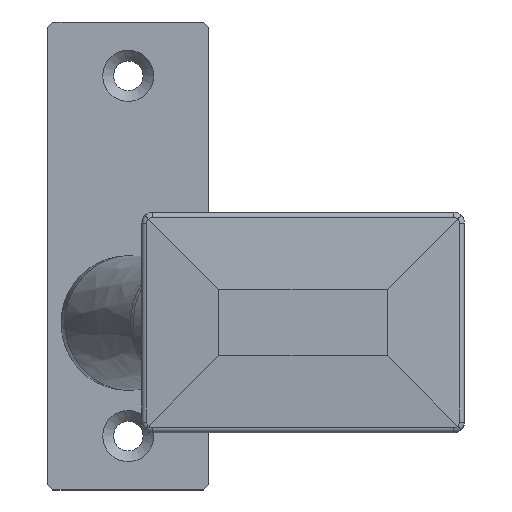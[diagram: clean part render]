
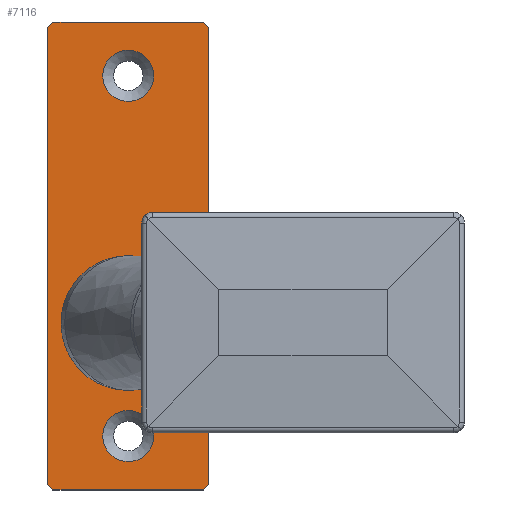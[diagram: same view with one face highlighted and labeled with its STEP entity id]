
A CAD part, top view. The second image highlights one B-rep face of the part: STEP entity #7116.
In plain terms, the highlighted planar face has unit normal (0, 0, 1).
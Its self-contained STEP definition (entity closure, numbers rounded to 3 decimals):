
#195 = DIRECTION ( 'NONE',  ( 1., 0., 0. ) ) ;
#387 = VERTEX_POINT ( 'NONE', #6742 ) ;
#499 = ORIENTED_EDGE ( 'NONE', *, *, #7736, .T. ) ;
#553 = CARTESIAN_POINT ( 'NONE',  ( -28.75, -28.75, 5. ) ) ;
#721 = VECTOR ( 'NONE', #5778, 1000. ) ;
#781 = DIRECTION ( 'NONE',  ( -0.707, 0.707, 0. ) ) ;
#790 = PLANE ( 'NONE',  #9398 ) ;
#878 = ORIENTED_EDGE ( 'NONE', *, *, #9354, .T. ) ;
#1323 = ORIENTED_EDGE ( 'NONE', *, *, #15191, .T. ) ;
#1366 = EDGE_CURVE ( 'NONE', #11693, #2199, #6994, .T. ) ;
#1506 = EDGE_LOOP ( 'NONE', ( #2958, #8742, #14274, #8004, #8522, #13446, #499, #1323 ) ) ;
#1608 = CARTESIAN_POINT ( 'NONE',  ( 15., 43.5, 5. ) ) ;
#2185 = EDGE_CURVE ( 'NONE', #13588, #13101, #11379, .T. ) ;
#2199 = VERTEX_POINT ( 'NONE', #5242 ) ;
#2631 = EDGE_CURVE ( 'NONE', #6226, #13588, #5752, .T. ) ;
#2944 = CARTESIAN_POINT ( 'NONE',  ( 4.75, 33.5, 5. ) ) ;
#2958 = ORIENTED_EDGE ( 'NONE', *, *, #1366, .T. ) ;
#2962 = CIRCLE ( 'NONE', #6890, 4.75 ) ;
#3155 = CIRCLE ( 'NONE', #4680, 10. ) ;
#3456 = EDGE_CURVE ( 'NONE', #3867, #3867, #3155, .T. ) ;
#3536 = CARTESIAN_POINT ( 'NONE',  ( 0., -33.5, 5. ) ) ;
#3685 = DIRECTION ( 'NONE',  ( 1., 0., 0. ) ) ;
#3867 = VERTEX_POINT ( 'NONE', #8930 ) ;
#4121 = LINE ( 'NONE', #12896, #7181 ) ;
#4680 = AXIS2_PLACEMENT_3D ( 'NONE', #9003, #7539, #12555 ) ;
#4764 = VECTOR ( 'NONE', #14950, 1000. ) ;
#5150 = ORIENTED_EDGE ( 'NONE', *, *, #9280, .T. ) ;
#5242 = CARTESIAN_POINT ( 'NONE',  ( -15., -42.5, 5. ) ) ;
#5418 = CARTESIAN_POINT ( 'NONE',  ( 15., -42.5, 5. ) ) ;
#5493 = CARTESIAN_POINT ( 'NONE',  ( 14., -43.5, 5. ) ) ;
#5752 = LINE ( 'NONE', #13054, #12448 ) ;
#5755 = DIRECTION ( 'NONE',  ( 0., 0., 1. ) ) ;
#5778 = DIRECTION ( 'NONE',  ( 0., -1., 0. ) ) ;
#5801 = EDGE_CURVE ( 'NONE', #387, #6226, #9889, .T. ) ;
#5878 = FACE_BOUND ( 'NONE', #10923, .T. ) ;
#5883 = CARTESIAN_POINT ( 'NONE',  ( -15., 43.5, 5. ) ) ;
#5984 = VERTEX_POINT ( 'NONE', #8479 ) ;
#6226 = VERTEX_POINT ( 'NONE', #5493 ) ;
#6623 = CARTESIAN_POINT ( 'NONE',  ( 15., 42.5, 5. ) ) ;
#6639 = VECTOR ( 'NONE', #9393, 1000. ) ;
#6740 = VERTEX_POINT ( 'NONE', #2944 ) ;
#6742 = CARTESIAN_POINT ( 'NONE',  ( -14., -43.5, 5. ) ) ;
#6890 = AXIS2_PLACEMENT_3D ( 'NONE', #11914, #13160, #11809 ) ;
#6928 = DIRECTION ( 'NONE',  ( -1., 0., 0. ) ) ;
#6994 = LINE ( 'NONE', #5883, #721 ) ;
#7116 = ADVANCED_FACE ( 'NONE', ( #9859, #12585, #7373, #5878 ), #790, .T. ) ;
#7181 = VECTOR ( 'NONE', #6928, 1000. ) ;
#7212 = VECTOR ( 'NONE', #195, 1000. ) ;
#7225 = CARTESIAN_POINT ( 'NONE',  ( 14., 43.5, 5. ) ) ;
#7373 = FACE_OUTER_BOUND ( 'NONE', #1506, .T. ) ;
#7394 = AXIS2_PLACEMENT_3D ( 'NONE', #3536, #15882, #3685 ) ;
#7539 = DIRECTION ( 'NONE',  ( 0., 0., 1. ) ) ;
#7609 = EDGE_LOOP ( 'NONE', ( #878 ) ) ;
#7736 = EDGE_CURVE ( 'NONE', #8408, #5984, #4121, .T. ) ;
#7924 = CIRCLE ( 'NONE', #7394, 4.75 ) ;
#7971 = LINE ( 'NONE', #553, #6639 ) ;
#8004 = ORIENTED_EDGE ( 'NONE', *, *, #2631, .T. ) ;
#8149 = DIRECTION ( 'NONE',  ( 0.707, 0.707, 0. ) ) ;
#8252 = DIRECTION ( 'NONE',  ( 1., 0., 0. ) ) ;
#8408 = VERTEX_POINT ( 'NONE', #7225 ) ;
#8448 = LINE ( 'NONE', #11756, #10372 ) ;
#8479 = CARTESIAN_POINT ( 'NONE',  ( -14., 43.5, 5. ) ) ;
#8522 = ORIENTED_EDGE ( 'NONE', *, *, #2185, .T. ) ;
#8538 = LINE ( 'NONE', #14165, #15273 ) ;
#8574 = CARTESIAN_POINT ( 'NONE',  ( -15., -43.5, 5. ) ) ;
#8742 = ORIENTED_EDGE ( 'NONE', *, *, #9925, .T. ) ;
#8930 = CARTESIAN_POINT ( 'NONE',  ( 10., -12.5, 5. ) ) ;
#9003 = CARTESIAN_POINT ( 'NONE',  ( 0., -12.5, 5. ) ) ;
#9280 = EDGE_CURVE ( 'NONE', #6740, #6740, #2962, .T. ) ;
#9354 = EDGE_CURVE ( 'NONE', #11336, #11336, #7924, .T. ) ;
#9393 = DIRECTION ( 'NONE',  ( 0.707, -0.707, 0. ) ) ;
#9398 = AXIS2_PLACEMENT_3D ( 'NONE', #12998, #5755, #8252 ) ;
#9859 = FACE_BOUND ( 'NONE', #7609, .T. ) ;
#9889 = LINE ( 'NONE', #8574, #7212 ) ;
#9925 = EDGE_CURVE ( 'NONE', #2199, #387, #7971, .T. ) ;
#10195 = ORIENTED_EDGE ( 'NONE', *, *, #3456, .F. ) ;
#10372 = VECTOR ( 'NONE', #10572, 1000. ) ;
#10572 = DIRECTION ( 'NONE',  ( -0.707, -0.707, 0. ) ) ;
#10898 = EDGE_CURVE ( 'NONE', #13101, #8408, #8538, .T. ) ;
#10923 = EDGE_LOOP ( 'NONE', ( #10195 ) ) ;
#11336 = VERTEX_POINT ( 'NONE', #12592 ) ;
#11379 = LINE ( 'NONE', #1608, #4764 ) ;
#11693 = VERTEX_POINT ( 'NONE', #12627 ) ;
#11756 = CARTESIAN_POINT ( 'NONE',  ( -28.75, 28.75, 5. ) ) ;
#11809 = DIRECTION ( 'NONE',  ( 1., 0., 0. ) ) ;
#11914 = CARTESIAN_POINT ( 'NONE',  ( 0., 33.5, 5. ) ) ;
#12448 = VECTOR ( 'NONE', #8149, 1000. ) ;
#12555 = DIRECTION ( 'NONE',  ( 1., 0., 0. ) ) ;
#12585 = FACE_BOUND ( 'NONE', #15424, .T. ) ;
#12592 = CARTESIAN_POINT ( 'NONE',  ( 4.75, -33.5, 5. ) ) ;
#12627 = CARTESIAN_POINT ( 'NONE',  ( -15., 42.5, 5. ) ) ;
#12896 = CARTESIAN_POINT ( 'NONE',  ( -15., 43.5, 5. ) ) ;
#12998 = CARTESIAN_POINT ( 'NONE',  ( 0., 0., 5. ) ) ;
#13054 = CARTESIAN_POINT ( 'NONE',  ( 28.75, -28.75, 5. ) ) ;
#13101 = VERTEX_POINT ( 'NONE', #6623 ) ;
#13160 = DIRECTION ( 'NONE',  ( 0., 0., -1. ) ) ;
#13446 = ORIENTED_EDGE ( 'NONE', *, *, #10898, .T. ) ;
#13588 = VERTEX_POINT ( 'NONE', #5418 ) ;
#14165 = CARTESIAN_POINT ( 'NONE',  ( 28.75, 28.75, 5. ) ) ;
#14274 = ORIENTED_EDGE ( 'NONE', *, *, #5801, .T. ) ;
#14950 = DIRECTION ( 'NONE',  ( 0., 1., 0. ) ) ;
#15191 = EDGE_CURVE ( 'NONE', #5984, #11693, #8448, .T. ) ;
#15273 = VECTOR ( 'NONE', #781, 1000. ) ;
#15424 = EDGE_LOOP ( 'NONE', ( #5150 ) ) ;
#15882 = DIRECTION ( 'NONE',  ( 0., 0., -1. ) ) ;
